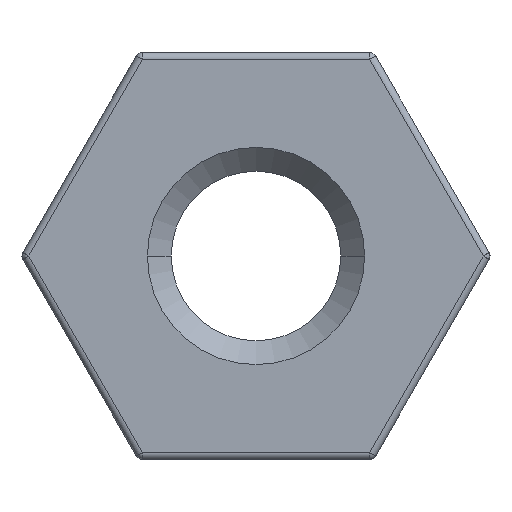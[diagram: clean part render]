
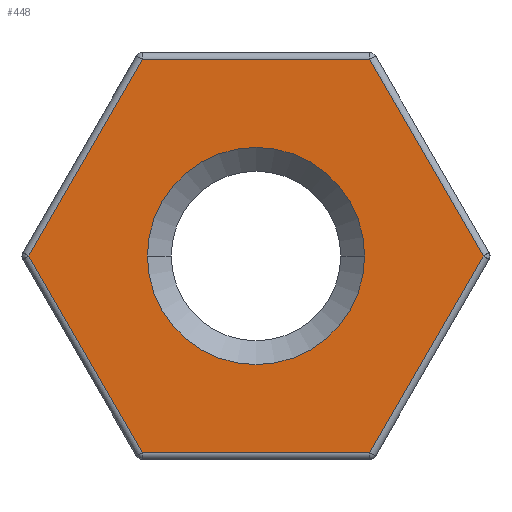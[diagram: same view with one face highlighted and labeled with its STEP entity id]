
A CAD part, left-side view. The second image highlights one B-rep face of the part: STEP entity #448.
In plain terms, the highlighted planar face has unit normal (-1, 0, 0).
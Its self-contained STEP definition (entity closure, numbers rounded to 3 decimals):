
#33 = DIRECTION ( 'NONE',  ( 0., 1., 0. ) ) ;
#40 = DIRECTION ( 'NONE',  ( 1., 0., 0. ) ) ;
#44 = CARTESIAN_POINT ( 'NONE',  ( 0., 0., 0. ) ) ;
#49 = AXIS2_PLACEMENT_3D ( 'NONE', #44, #40, #33 ) ;
#65 = VERTEX_POINT ( 'NONE', #1229 ) ;
#67 = DIRECTION ( 'NONE',  ( 0., 1., 0. ) ) ;
#82 = FACE_BOUND ( 'NONE', #208, .T. ) ;
#105 = EDGE_CURVE ( 'NONE', #981, #356, #1145, .T. ) ;
#110 = CARTESIAN_POINT ( 'NONE',  ( 0., -2.511, 1.45 ) ) ;
#136 = DIRECTION ( 'NONE',  ( 0., 1., 0. ) ) ;
#156 = EDGE_CURVE ( 'NONE', #389, #803, #1156, .T. ) ;
#195 = DIRECTION ( 'NONE',  ( 1., 0., 0. ) ) ;
#208 = EDGE_LOOP ( 'NONE', ( #596, #941 ) ) ;
#210 = EDGE_CURVE ( 'NONE', #356, #981, #535, .T. ) ;
#217 = EDGE_CURVE ( 'NONE', #607, #486, #353, .T. ) ;
#228 = EDGE_CURVE ( 'NONE', #594, #389, #454, .T. ) ;
#243 = VECTOR ( 'NONE', #799, 1000. ) ;
#253 = EDGE_CURVE ( 'NONE', #65, #607, #371, .T. ) ;
#260 = EDGE_CURVE ( 'NONE', #803, #65, #772, .T. ) ;
#268 = LINE ( 'NONE', #751, #720 ) ;
#269 = EDGE_CURVE ( 'NONE', #486, #594, #268, .T. ) ;
#353 = LINE ( 'NONE', #1047, #243 ) ;
#356 = VERTEX_POINT ( 'NONE', #846 ) ;
#371 = LINE ( 'NONE', #662, #579 ) ;
#389 = VERTEX_POINT ( 'NONE', #426 ) ;
#405 = AXIS2_PLACEMENT_3D ( 'NONE', #1204, #716, #67 ) ;
#426 = CARTESIAN_POINT ( 'NONE',  ( 0., -3.349, 0. ) ) ;
#435 = CARTESIAN_POINT ( 'NONE',  ( 0., 3.349, 0. ) ) ;
#441 = FACE_OUTER_BOUND ( 'NONE', #940, .T. ) ;
#448 = ADVANCED_FACE ( 'NONE', ( #441, #82 ), #769, .F. ) ;
#454 = LINE ( 'NONE', #1132, #1093 ) ;
#461 = ORIENTED_EDGE ( 'NONE', *, *, #260, .T. ) ;
#486 = VERTEX_POINT ( 'NONE', #933 ) ;
#499 = VECTOR ( 'NONE', #1186, 1000. ) ;
#535 = CIRCLE ( 'NONE', #405, 1.6 ) ;
#579 = VECTOR ( 'NONE', #744, 1000. ) ;
#594 = VERTEX_POINT ( 'NONE', #855 ) ;
#596 = ORIENTED_EDGE ( 'NONE', *, *, #210, .T. ) ;
#607 = VERTEX_POINT ( 'NONE', #435 ) ;
#616 = CARTESIAN_POINT ( 'NONE',  ( 0., -1.674, 2.9 ) ) ;
#662 = CARTESIAN_POINT ( 'NONE',  ( 0., 2.511, 1.45 ) ) ;
#674 = ORIENTED_EDGE ( 'NONE', *, *, #156, .T. ) ;
#716 = DIRECTION ( 'NONE',  ( 1., 0., 0. ) ) ;
#717 = CARTESIAN_POINT ( 'NONE',  ( 0., -1.6, 0. ) ) ;
#720 = VECTOR ( 'NONE', #836, 1000. ) ;
#744 = DIRECTION ( 'NONE',  ( 0., 0.5, -0.866 ) ) ;
#751 = CARTESIAN_POINT ( 'NONE',  ( 0., 0., -2.9 ) ) ;
#769 = PLANE ( 'NONE',  #1051 ) ;
#772 = LINE ( 'NONE', #1236, #1180 ) ;
#799 = DIRECTION ( 'NONE',  ( 0., -0.5, -0.866 ) ) ;
#800 = ORIENTED_EDGE ( 'NONE', *, *, #217, .T. ) ;
#803 = VERTEX_POINT ( 'NONE', #616 ) ;
#836 = DIRECTION ( 'NONE',  ( 0., -1., 0. ) ) ;
#846 = CARTESIAN_POINT ( 'NONE',  ( 0., 1.6, 0. ) ) ;
#849 = DIRECTION ( 'NONE',  ( 0., 1., 0. ) ) ;
#855 = CARTESIAN_POINT ( 'NONE',  ( 0., -1.674, -2.9 ) ) ;
#891 = ORIENTED_EDGE ( 'NONE', *, *, #269, .T. ) ;
#933 = CARTESIAN_POINT ( 'NONE',  ( 0., 1.674, -2.9 ) ) ;
#940 = EDGE_LOOP ( 'NONE', ( #674, #461, #1057, #800, #891, #1134 ) ) ;
#941 = ORIENTED_EDGE ( 'NONE', *, *, #105, .T. ) ;
#973 = DIRECTION ( 'NONE',  ( 0., -0.5, 0.866 ) ) ;
#981 = VERTEX_POINT ( 'NONE', #717 ) ;
#1047 = CARTESIAN_POINT ( 'NONE',  ( 0., 2.511, -1.45 ) ) ;
#1051 = AXIS2_PLACEMENT_3D ( 'NONE', #1091, #195, #849 ) ;
#1057 = ORIENTED_EDGE ( 'NONE', *, *, #253, .T. ) ;
#1091 = CARTESIAN_POINT ( 'NONE',  ( 0., 0., 0. ) ) ;
#1093 = VECTOR ( 'NONE', #973, 1000. ) ;
#1132 = CARTESIAN_POINT ( 'NONE',  ( 0., -2.511, -1.45 ) ) ;
#1134 = ORIENTED_EDGE ( 'NONE', *, *, #228, .T. ) ;
#1145 = CIRCLE ( 'NONE', #49, 1.6 ) ;
#1156 = LINE ( 'NONE', #110, #499 ) ;
#1180 = VECTOR ( 'NONE', #136, 1000. ) ;
#1186 = DIRECTION ( 'NONE',  ( 0., 0.5, 0.866 ) ) ;
#1204 = CARTESIAN_POINT ( 'NONE',  ( 0., 0., 0. ) ) ;
#1229 = CARTESIAN_POINT ( 'NONE',  ( 0., 1.674, 2.9 ) ) ;
#1236 = CARTESIAN_POINT ( 'NONE',  ( 0., 0., 2.9 ) ) ;
